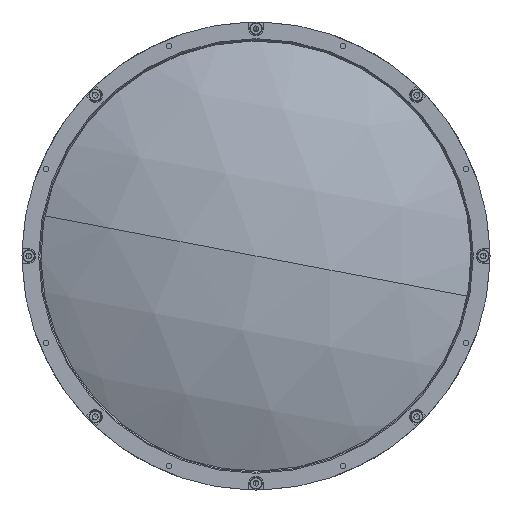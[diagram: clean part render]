
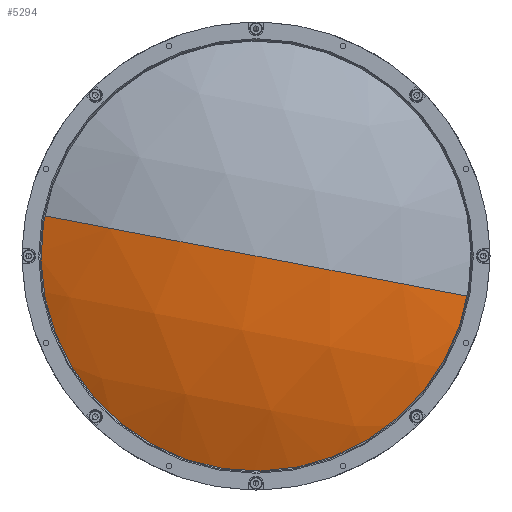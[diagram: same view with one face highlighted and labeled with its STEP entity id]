
A CAD part, left-side view. The second image highlights one B-rep face of the part: STEP entity #5294.
In plain terms, the highlighted spherical face has radius 231.3 mm.
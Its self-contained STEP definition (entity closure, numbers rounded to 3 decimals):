
#302 = CIRCLE ( 'NONE', #12357, 231.3 ) ;
#1288 = DIRECTION ( 'NONE',  ( 0., 0.187, -0.982 ) ) ;
#2560 = DIRECTION ( 'NONE',  ( 0., 0.187, -0.982 ) ) ;
#2918 = CIRCLE ( 'NONE', #7743, 98.5 ) ;
#4555 = CARTESIAN_POINT ( 'NONE',  ( 19.407, 0., 0. ) ) ;
#5230 = EDGE_CURVE ( 'NONE', #13144, #18017, #15725, .T. ) ;
#5294 = ADVANCED_FACE ( 'NONE', ( #7063 ), #18351, .T. ) ;
#5434 = AXIS2_PLACEMENT_3D ( 'NONE', #11786, #2560, #13321 ) ;
#5455 = DIRECTION ( 'NONE',  ( 0., -0.187, 0.982 ) ) ;
#5863 = CARTESIAN_POINT ( 'NONE',  ( 19.407, 96.77, 18.381 ) ) ;
#6084 = DIRECTION ( 'NONE',  ( 0., 0.187, -0.982 ) ) ;
#7063 = FACE_OUTER_BOUND ( 'NONE', #16416, .T. ) ;
#7329 = CARTESIAN_POINT ( 'NONE',  ( -2.615, 0., 0. ) ) ;
#7743 = AXIS2_PLACEMENT_3D ( 'NONE', #4555, #15294, #6084 ) ;
#8600 = ORIENTED_EDGE ( 'NONE', *, *, #5230, .T. ) ;
#9574 = AXIS2_PLACEMENT_3D ( 'NONE', #10500, #1288, #12047 ) ;
#10500 = CARTESIAN_POINT ( 'NONE',  ( 228.685, 0., 0. ) ) ;
#11786 = CARTESIAN_POINT ( 'NONE',  ( 228.685, 0., 0. ) ) ;
#11988 = ORIENTED_EDGE ( 'NONE', *, *, #18125, .T. ) ;
#12047 = DIRECTION ( 'NONE',  ( 0., 0.982, 0.187 ) ) ;
#12357 = AXIS2_PLACEMENT_3D ( 'NONE', #14687, #5455, #16210 ) ;
#13144 = VERTEX_POINT ( 'NONE', #17250 ) ;
#13321 = DIRECTION ( 'NONE',  ( 0., 0.982, 0.187 ) ) ;
#14391 = VERTEX_POINT ( 'NONE', #5863 ) ;
#14687 = CARTESIAN_POINT ( 'NONE',  ( 228.685, 0., 0. ) ) ;
#15294 = DIRECTION ( 'NONE',  ( -1., 0., 0. ) ) ;
#15725 = CIRCLE ( 'NONE', #5434, 231.3 ) ;
#16210 = DIRECTION ( 'NONE',  ( 0., -0.982, -0.187 ) ) ;
#16416 = EDGE_LOOP ( 'NONE', ( #11988, #8600, #17695 ) ) ;
#16470 = EDGE_CURVE ( 'NONE', #14391, #18017, #302, .T. ) ;
#17250 = CARTESIAN_POINT ( 'NONE',  ( 19.407, -96.77, -18.381 ) ) ;
#17695 = ORIENTED_EDGE ( 'NONE', *, *, #16470, .F. ) ;
#18017 = VERTEX_POINT ( 'NONE', #7329 ) ;
#18125 = EDGE_CURVE ( 'NONE', #14391, #13144, #2918, .T. ) ;
#18351 = SPHERICAL_SURFACE ( 'NONE', #9574, 231.3 ) ;
